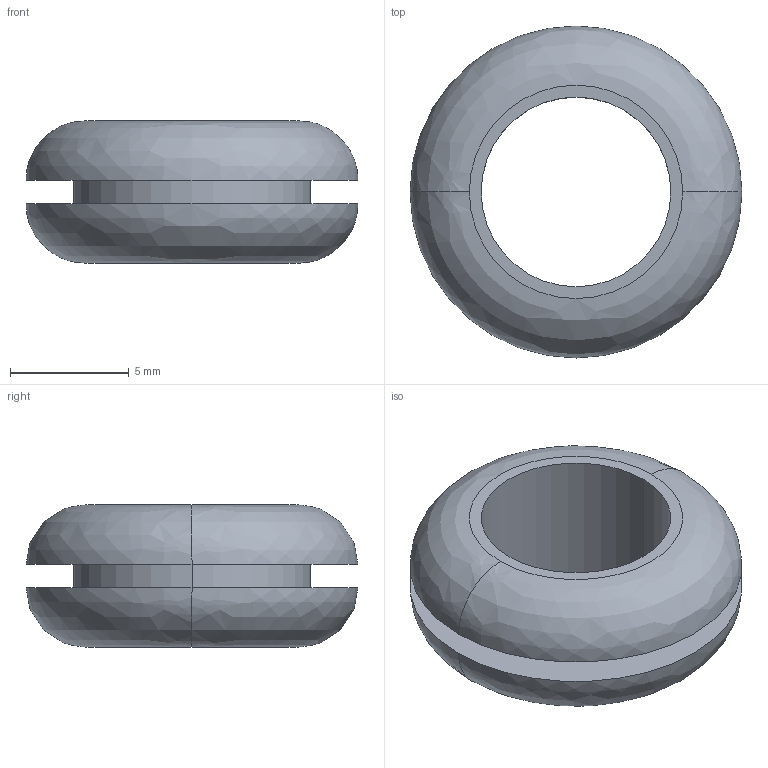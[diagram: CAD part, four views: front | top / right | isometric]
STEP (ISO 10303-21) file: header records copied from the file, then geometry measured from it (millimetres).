
FILE_DESCRIPTION( (''), '2;1');
FILE_NAME ('PC50.17744.TM_KG_146_18093.stp','2021-03-16T13:25:47',(''),(''),'spGate 17.5.1','','');
FILE_SCHEMA (('AUTOMOTIVE_DESIGN'));
Length unit declared in the file: millimetre
Bounding box: 14 x 14 x 6 mm (x, y, z)
Volume: 438.4 mm3; surface area: 660.7 mm2
Topology: 1 solids, 1 shells, 12 faces, 24 edges, 16 vertices
Faces by surface type: plane 4, bspline 4, cylinder 4
Entity records: 633 total; most frequent: CARTESIAN_POINT 164, DIRECTION 48, ORIENTED_EDGE 48, COLOUR_RGB 37, PRESENTATION_STYLE_ASSIGNMENT 37, STYLED_ITEM 37, AXIS2_PLACEMENT_3D 24, EDGE_CURVE 24
